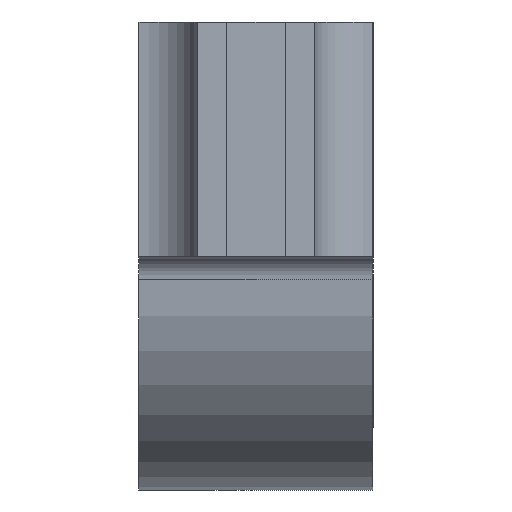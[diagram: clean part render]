
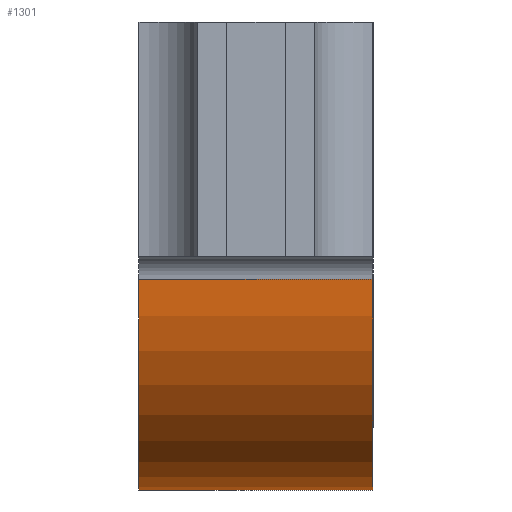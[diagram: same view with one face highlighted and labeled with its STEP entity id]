
A CAD part, left-side view. The second image highlights one B-rep face of the part: STEP entity #1301.
In plain terms, the highlighted cylindrical face has radius 0.9 mm (diameter 1.8 mm), a partial arc.
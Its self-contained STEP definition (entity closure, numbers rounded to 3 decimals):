
#46 = DIRECTION ( 'NONE',  ( 0., -1., 0. ) ) ;
#74 = DIRECTION ( 'NONE',  ( 0., 0., 1. ) ) ;
#151 = ORIENTED_EDGE ( 'NONE', *, *, #1103, .F. ) ;
#202 = DIRECTION ( 'NONE',  ( 0., -1., 0. ) ) ;
#323 = VERTEX_POINT ( 'NONE', #1040 ) ;
#340 = CARTESIAN_POINT ( 'NONE',  ( -0.1, 0.5, -2. ) ) ;
#352 = DIRECTION ( 'NONE',  ( 0., -1., 0. ) ) ;
#362 = ORIENTED_EDGE ( 'NONE', *, *, #1343, .T. ) ;
#408 = CARTESIAN_POINT ( 'NONE',  ( -1., 0.5, -1.1 ) ) ;
#489 = DIRECTION ( 'NONE',  ( 0., 1., 0. ) ) ;
#497 = CIRCLE ( 'NONE', #518, 0.9 ) ;
#518 = AXIS2_PLACEMENT_3D ( 'NONE', #797, #489, #74 ) ;
#533 = ORIENTED_EDGE ( 'NONE', *, *, #1000, .F. ) ;
#615 = CARTESIAN_POINT ( 'NONE',  ( -0.1, -0.5, -2. ) ) ;
#629 = CIRCLE ( 'NONE', #1200, 0.9 ) ;
#634 = CARTESIAN_POINT ( 'NONE',  ( -0.1, 0.5, -1.1 ) ) ;
#694 = EDGE_CURVE ( 'NONE', #1206, #882, #799, .T. ) ;
#729 = DIRECTION ( 'NONE',  ( 0., 0., -1. ) ) ;
#773 = ORIENTED_EDGE ( 'NONE', *, *, #694, .T. ) ;
#789 = DIRECTION ( 'NONE',  ( 0., 0., 1. ) ) ;
#797 = CARTESIAN_POINT ( 'NONE',  ( -0.1, 0.5, -1.1 ) ) ;
#799 = LINE ( 'NONE', #911, #865 ) ;
#852 = LINE ( 'NONE', #976, #957 ) ;
#865 = VECTOR ( 'NONE', #352, 1000. ) ;
#882 = VERTEX_POINT ( 'NONE', #615 ) ;
#886 = DIRECTION ( 'NONE',  ( 0., 1., 0. ) ) ;
#911 = CARTESIAN_POINT ( 'NONE',  ( -0.1, 0.5, -2. ) ) ;
#943 = FACE_OUTER_BOUND ( 'NONE', #950, .T. ) ;
#950 = EDGE_LOOP ( 'NONE', ( #362, #533, #151, #773 ) ) ;
#957 = VECTOR ( 'NONE', #46, 1000. ) ;
#976 = CARTESIAN_POINT ( 'NONE',  ( -1., 0.5, -1.1 ) ) ;
#1000 = EDGE_CURVE ( 'NONE', #1278, #323, #852, .T. ) ;
#1040 = CARTESIAN_POINT ( 'NONE',  ( -1., -0.5, -1.1 ) ) ;
#1103 = EDGE_CURVE ( 'NONE', #1206, #1278, #497, .T. ) ;
#1142 = CYLINDRICAL_SURFACE ( 'NONE', #1173, 0.9 ) ;
#1173 = AXIS2_PLACEMENT_3D ( 'NONE', #634, #202, #729 ) ;
#1185 = CARTESIAN_POINT ( 'NONE',  ( -0.1, -0.5, -1.1 ) ) ;
#1200 = AXIS2_PLACEMENT_3D ( 'NONE', #1185, #886, #789 ) ;
#1206 = VERTEX_POINT ( 'NONE', #340 ) ;
#1278 = VERTEX_POINT ( 'NONE', #408 ) ;
#1301 = ADVANCED_FACE ( 'NONE', ( #943 ), #1142, .T. ) ;
#1343 = EDGE_CURVE ( 'NONE', #882, #323, #629, .T. ) ;
